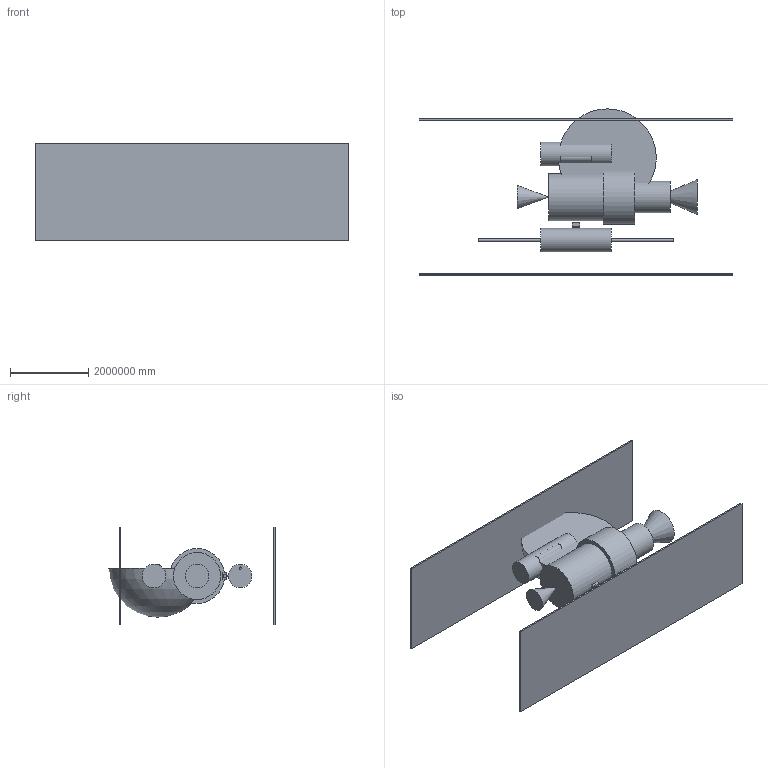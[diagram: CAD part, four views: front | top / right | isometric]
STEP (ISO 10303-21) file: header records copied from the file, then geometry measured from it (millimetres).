
FILE_DESCRIPTION(('FreeCAD Model'),'2;1');
FILE_NAME('Open CASCADE Shape Model','2025-09-29T16:43:16',('Author'),( ''),'Open CASCADE STEP processor 7.8','FreeCAD','Unknown');
FILE_SCHEMA(('AUTOMOTIVE_DESIGN { 1 0 10303 214 1 1 1 1 }'));
Length unit declared in the file: metre
Products named in the file (19): HGA_Dish; Nose; Mid; Rear; DFD_Ship_Cohesive; Bus; Reactor; Nozzle; TankL; TankR; BracketL; BracketR; PanelL; PanelR; HingeL; HingeR; HGA_Mast; Boom
Assembly tree (14 placements, depth 2):
  HGA_Dish
  Nose
  Mid
  Rear
  DFD_Ship_Cohesive
    Bus
    Reactor
    Nozzle
    TankL
    TankR
    BracketL
    BracketR
    PanelL
    PanelR
    HingeL
    HingeR
    HGA_Mast
    HGA_Dish
    Boom
Bounding box: 8000000 x 4240000 x 2500000 mm (x, y, z)
Volume: 17290476691805911040 mm3; surface area: 154543774783608.6 mm2
Topology: 19 solids, 19 shells, 67 faces, 102 edges, 70 vertices
Faces by surface type: plane 51, cylinder 11, cone 3, sphere 2
Full cylindrical faces by diameter (mm): 60000 x1, 100000 x2, 180000 x1, 600000 x2, 800000 x1, 1200000 x2, 1400000 x2
Entity records: 3248 total; most frequent: DIRECTION 494, CARTESIAN_POINT 446, LINE 224, VECTOR 224, ORIENTED_EDGE 196, PCURVE 196, DEFINITIONAL_REPRESENTATION 196, AXIS2_PLACEMENT_3D 118
